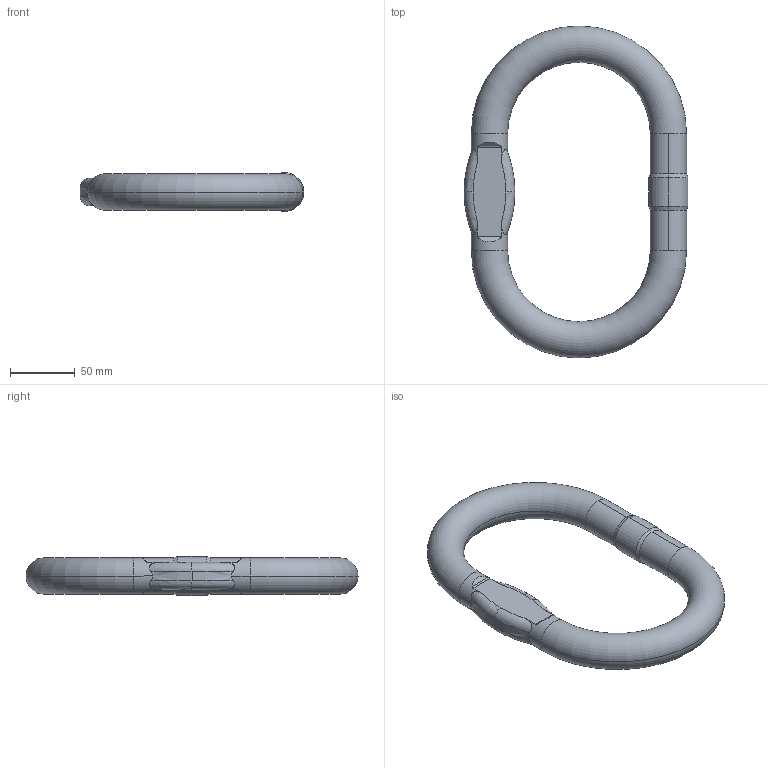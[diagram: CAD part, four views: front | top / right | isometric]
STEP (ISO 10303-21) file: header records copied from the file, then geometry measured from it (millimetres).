
FILE_DESCRIPTION(('STEP AP214'),'1');
FILE_NAME('awp_27.stp','2018-02-20T09:36:27',('TraceParts'),('TraceParts S.A.'),'Spatial InterOp 3D',' ',' ');
FILE_SCHEMA(('automotive_design'));
Length unit declared in the file: millimetre
Products named in the file (1): awp_27
Bounding box: 172.65 x 256 x 30.1 mm (x, y, z)
Volume: 384588 mm3; surface area: 55229.8 mm2
Topology: 1 solids, 1 shells, 166 faces, 446 edges, 292 vertices
Faces by surface type: plane 81, extrusion 47, cylinder 22, torus 12, cone 4
Entity records: 7163 total; most frequent: CARTESIAN_POINT 1951, ORIENTED_EDGE 892, DIRECTION 610, EDGE_CURVE 446, VERTEX_POINT 292, VECTOR 258, B_SPLINE_CURVE_WITH_KNOTS 226, LINE 211
